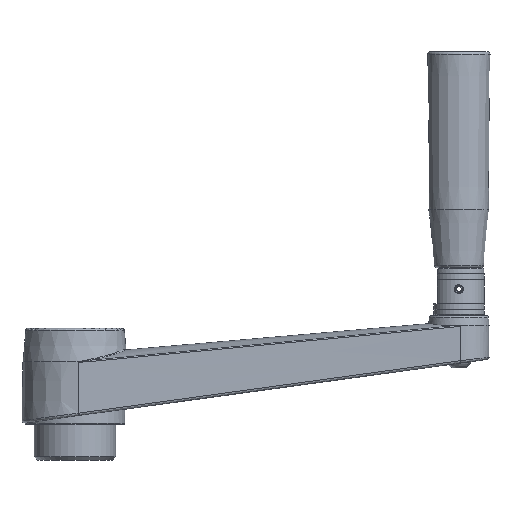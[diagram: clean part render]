
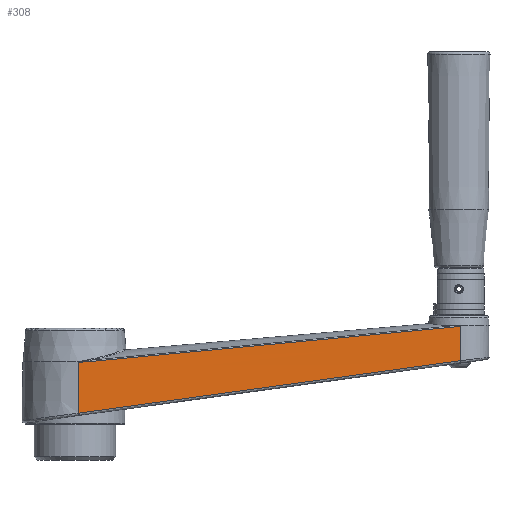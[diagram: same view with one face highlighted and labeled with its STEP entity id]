
A CAD part, front view. The second image highlights one B-rep face of the part: STEP entity #308.
In plain terms, the highlighted free-form (B-spline) face has degree [3, 3] with [4, 4] control points.
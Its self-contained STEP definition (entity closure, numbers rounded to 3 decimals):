
#308 = ADVANCED_FACE( '', ( #855 ), #856, .T. );
#855 = FACE_OUTER_BOUND( '', #1715, .T. );
#856 = B_SPLINE_SURFACE_WITH_KNOTS( '', 3, 3, ( ( #1716, #1717, #1718, #1719 ), ( #1720, #1721, #1722, #1723 ), ( #1724, #1725, #1726, #1727 ), ( #1728, #1729, #1730, #1731 ) ), .UNSPECIFIED., .F., .F., .F., ( 4, 4 ), ( 4, 4 ), ( 0., 1. ), ( 0., 1. ), .UNSPECIFIED. );
#1715 = EDGE_LOOP( '', ( #4818, #4819, #4820, #4821, #4822, #4823 ) );
#1716 = CARTESIAN_POINT( '', ( 1.314, -21.75, 26.1 ) );
#1717 = CARTESIAN_POINT( '', ( 54.46, -18.717, 31.137 ) );
#1718 = CARTESIAN_POINT( '', ( 107.605, -15.683, 36.173 ) );
#1719 = CARTESIAN_POINT( '', ( 160.751, -12.65, 41.21 ) );
#1720 = CARTESIAN_POINT( '', ( 1.314, -21.863, 18.617 ) );
#1721 = CARTESIAN_POINT( '', ( 54.46, -18.792, 24.408 ) );
#1722 = CARTESIAN_POINT( '', ( 107.605, -15.721, 30.199 ) );
#1723 = CARTESIAN_POINT( '', ( 160.751, -12.65, 35.991 ) );
#1724 = CARTESIAN_POINT( '', ( 1.314, -21.977, 11.133 ) );
#1725 = CARTESIAN_POINT( '', ( 54.46, -18.868, 17.679 ) );
#1726 = CARTESIAN_POINT( '', ( 107.605, -15.759, 24.225 ) );
#1727 = CARTESIAN_POINT( '', ( 160.751, -12.65, 30.771 ) );
#1728 = CARTESIAN_POINT( '', ( 1.314, -22.09, 3.65 ) );
#1729 = CARTESIAN_POINT( '', ( 54.46, -18.943, 10.951 ) );
#1730 = CARTESIAN_POINT( '', ( 107.605, -15.797, 18.251 ) );
#1731 = CARTESIAN_POINT( '', ( 160.751, -12.65, 25.552 ) );
#4818 = ORIENTED_EDGE( '', *, *, #6836, .F. );
#4819 = ORIENTED_EDGE( '', *, *, #6837, .T. );
#4820 = ORIENTED_EDGE( '', *, *, #6838, .T. );
#4821 = ORIENTED_EDGE( '', *, *, #6839, .T. );
#4822 = ORIENTED_EDGE( '', *, *, #6840, .T. );
#4823 = ORIENTED_EDGE( '', *, *, #6841, .T. );
#6836 = EDGE_CURVE( '', #7718, #7719, #7720, .T. );
#6837 = EDGE_CURVE( '', #7718, #7721, #7722, .T. );
#6838 = EDGE_CURVE( '', #7721, #7723, #7724, .T. );
#6839 = EDGE_CURVE( '', #7723, #7725, #7726, .F. );
#6840 = EDGE_CURVE( '', #7725, #7727, #7728, .T. );
#6841 = EDGE_CURVE( '', #7727, #7719, #7729, .T. );
#7718 = VERTEX_POINT( '', #8986 );
#7719 = VERTEX_POINT( '', #8987 );
#7720 = LINE( '', #8988, #8989 );
#7721 = VERTEX_POINT( '', #8990 );
#7722 = B_SPLINE_CURVE_WITH_KNOTS( '', 3, ( #8991, #8992, #8993, #8994, #8995, #8996 ), .UNSPECIFIED., .F., .F., ( 4, 2, 4 ), ( 0., 0.078, 0.157 ), .UNSPECIFIED. );
#7723 = VERTEX_POINT( '', #8997 );
#7724 = B_SPLINE_CURVE_WITH_KNOTS( '', 3, ( #8998, #8999, #9000, #9001, #9002, #9003, #9004, #9005, #9006, #9007, #9008, #9009, #9010, #9011, #9012, #9013, #9014, #9015, #9016, #9017, #9018, #9019, #9020 ), .UNSPECIFIED., .F., .F., ( 4, 2, 1, 2, 2, 2, 2, 2, 2, 1, 1, 2, 4 ), ( 0., 0., 0., 0.001, 0.001, 0.002, 0.002, 0.003, 0.003, 0.003, 0.003, 0.003, 0.003 ), .UNSPECIFIED. );
#7725 = VERTEX_POINT( '', #9021 );
#7726 = LINE( '', #9022, #9023 );
#7727 = VERTEX_POINT( '', #9024 );
#7728 = B_SPLINE_CURVE_WITH_KNOTS( '', 3, ( #9025, #9026, #9027, #9028 ), .UNSPECIFIED., .F., .F., ( 4, 4 ), ( 0., 0. ), .UNSPECIFIED. );
#7729 = B_SPLINE_CURVE_WITH_KNOTS( '', 3, ( #9029, #9030, #9031, #9032, #9033, #9034, #9035 ), .UNSPECIFIED., .F., .F., ( 4, 2, 1, 4 ), ( 0., 0.081, 0.121, 0.161 ), .UNSPECIFIED. );
#8986 = CARTESIAN_POINT( '', ( 160.751, -12.65, 40.836 ) );
#8987 = CARTESIAN_POINT( '', ( 160.751, -12.65, 26.553 ) );
#8988 = CARTESIAN_POINT( '', ( 160.751, -12.65, 41.21 ) );
#8989 = VECTOR( '', #12189, 1000. );
#8990 = CARTESIAN_POINT( '', ( 4.74, -21.56, 26.054 ) );
#8991 = CARTESIAN_POINT( '', ( 160.751, -12.65, 40.836 ) );
#8992 = CARTESIAN_POINT( '', ( 134.749, -14.135, 38.373 ) );
#8993 = CARTESIAN_POINT( '', ( 108.747, -15.621, 35.909 ) );
#8994 = CARTESIAN_POINT( '', ( 56.744, -18.59, 30.982 ) );
#8995 = CARTESIAN_POINT( '', ( 30.742, -20.075, 28.518 ) );
#8996 = CARTESIAN_POINT( '', ( 4.74, -21.56, 26.054 ) );
#8997 = CARTESIAN_POINT( '', ( 1.314, -21.753, 25.915 ) );
#8998 = CARTESIAN_POINT( '', ( 4.74, -21.56, 26.054 ) );
#8999 = CARTESIAN_POINT( '', ( 4.669, -21.564, 26.048 ) );
#9000 = CARTESIAN_POINT( '', ( 4.598, -21.568, 26.041 ) );
#9001 = CARTESIAN_POINT( '', ( 4.455, -21.576, 26.03 ) );
#9002 = CARTESIAN_POINT( '', ( 4.242, -21.588, 26.014 ) );
#9003 = CARTESIAN_POINT( '', ( 4.028, -21.6, 26.001 ) );
#9004 = CARTESIAN_POINT( '', ( 3.742, -21.617, 25.988 ) );
#9005 = CARTESIAN_POINT( '', ( 3.6, -21.625, 25.982 ) );
#9006 = CARTESIAN_POINT( '', ( 3.314, -21.641, 25.973 ) );
#9007 = CARTESIAN_POINT( '', ( 3.171, -21.649, 25.969 ) );
#9008 = CARTESIAN_POINT( '', ( 2.885, -21.665, 25.963 ) );
#9009 = CARTESIAN_POINT( '', ( 2.742, -21.673, 25.96 ) );
#9010 = CARTESIAN_POINT( '', ( 2.457, -21.689, 25.956 ) );
#9011 = CARTESIAN_POINT( '', ( 2.314, -21.697, 25.953 ) );
#9012 = CARTESIAN_POINT( '', ( 2.028, -21.713, 25.947 ) );
#9013 = CARTESIAN_POINT( '', ( 1.885, -21.721, 25.943 ) );
#9014 = CARTESIAN_POINT( '', ( 1.671, -21.733, 25.935 ) );
#9015 = CARTESIAN_POINT( '', ( 1.564, -21.739, 25.93 ) );
#9016 = CARTESIAN_POINT( '', ( 1.439, -21.746, 25.923 ) );
#9017 = CARTESIAN_POINT( '', ( 1.386, -21.749, 25.92 ) );
#9018 = CARTESIAN_POINT( '', ( 1.35, -21.751, 25.917 ) );
#9019 = CARTESIAN_POINT( '', ( 1.332, -21.752, 25.916 ) );
#9020 = CARTESIAN_POINT( '', ( 1.314, -21.753, 25.915 ) );
#9021 = CARTESIAN_POINT( '', ( 1.314, -22.072, 4.797 ) );
#9022 = CARTESIAN_POINT( '', ( 1.314, -22.09, 3.65 ) );
#9023 = VECTOR( '', #12190, 1000. );
#9024 = CARTESIAN_POINT( '', ( 1.323, -22.074, 4.668 ) );
#9025 = CARTESIAN_POINT( '', ( 1.314, -22.072, 4.797 ) );
#9026 = CARTESIAN_POINT( '', ( 1.314, -22.073, 4.754 ) );
#9027 = CARTESIAN_POINT( '', ( 1.317, -22.074, 4.711 ) );
#9028 = CARTESIAN_POINT( '', ( 1.323, -22.074, 4.668 ) );
#9029 = CARTESIAN_POINT( '', ( 1.323, -22.074, 4.668 ) );
#9030 = CARTESIAN_POINT( '', ( 27.894, -20.502, 8.316 ) );
#9031 = CARTESIAN_POINT( '', ( 54.465, -18.931, 11.964 ) );
#9032 = CARTESIAN_POINT( '', ( 94.322, -16.575, 17.436 ) );
#9033 = CARTESIAN_POINT( '', ( 120.893, -15.005, 21.083 ) );
#9034 = CARTESIAN_POINT( '', ( 147.465, -13.435, 24.73 ) );
#9035 = CARTESIAN_POINT( '', ( 160.751, -12.65, 26.553 ) );
#12189 = DIRECTION( '', ( 0., 0., -1. ) );
#12190 = DIRECTION( '', ( 0., 0.015, 1. ) );
